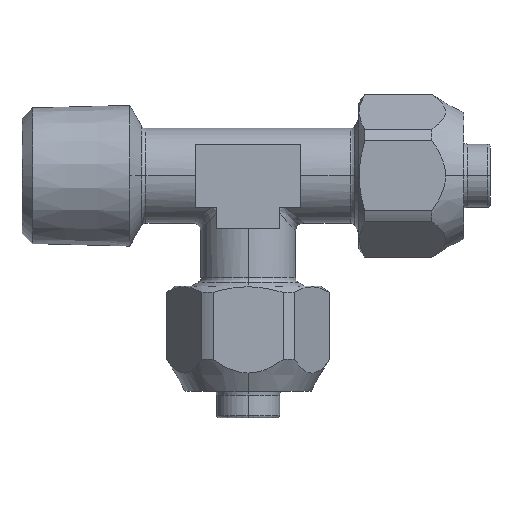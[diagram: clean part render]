
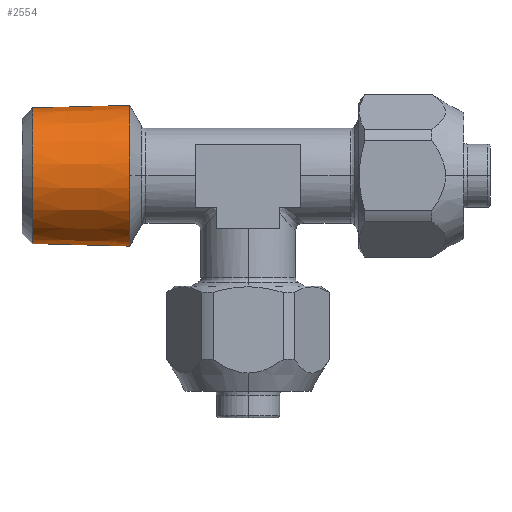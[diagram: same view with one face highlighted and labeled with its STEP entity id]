
A CAD part, top view. The second image highlights one B-rep face of the part: STEP entity #2554.
In plain terms, the highlighted conical face has half-angle 1.47 degrees and reference radius 6.707 mm.
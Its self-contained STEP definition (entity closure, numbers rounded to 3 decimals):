
#56 = ORIENTED_EDGE ( 'NONE', *, *, #2628, .F. ) ;
#57 = ORIENTED_EDGE ( 'NONE', *, *, #2681, .F. ) ;
#146 = VERTEX_POINT ( 'NONE', #2285 ) ;
#147 = VERTEX_POINT ( 'NONE', #2245 ) ;
#148 = VERTEX_POINT ( 'NONE', #2306 ) ;
#149 = VERTEX_POINT ( 'NONE', #2309 ) ;
#150 = VERTEX_POINT ( 'NONE', #2337 ) ;
#309 = EDGE_LOOP ( 'NONE', ( #56, #418, #57, #419, #2785 ) ) ;
#418 = ORIENTED_EDGE ( 'NONE', *, *, #2429, .T. ) ;
#419 = ORIENTED_EDGE ( 'NONE', *, *, #2624, .F. ) ;
#491 = LINE ( 'NONE', #762, #2954 ) ;
#575 = FACE_OUTER_BOUND ( 'NONE', #309, .T. ) ;
#762 = CARTESIAN_POINT ( 'NONE',  ( -10.5, -6.707, 0. ) ) ;
#763 = DIRECTION ( 'NONE',  ( 1., -0.026, 0. ) ) ;
#1261 = CARTESIAN_POINT ( 'NONE',  ( -10.5, 0., 0. ) ) ;
#1262 = DIRECTION ( 'NONE',  ( 1., 0., 0. ) ) ;
#1263 = DIRECTION ( 'NONE',  ( 0., 1., 0. ) ) ;
#1497 = LINE ( 'NONE', #1773, #3087 ) ;
#1770 = CARTESIAN_POINT ( 'NONE',  ( -11.263, 0., 0. ) ) ;
#1771 = DIRECTION ( 'NONE',  ( 1., 0., 0. ) ) ;
#1772 = DIRECTION ( 'NONE',  ( 0., 1., 0. ) ) ;
#1773 = CARTESIAN_POINT ( 'NONE',  ( -10.5, 6.707, 0. ) ) ;
#1774 = DIRECTION ( 'NONE',  ( 1., 0.026, 0. ) ) ;
#1780 = CARTESIAN_POINT ( 'NONE',  ( -20.5, 0., 0. ) ) ;
#1781 = DIRECTION ( 'NONE',  ( -1., 0., 0. ) ) ;
#1782 = DIRECTION ( 'NONE',  ( 0., -1., 0. ) ) ;
#1913 = CARTESIAN_POINT ( 'NONE',  ( -11.263, 0., 0. ) ) ;
#1914 = DIRECTION ( 'NONE',  ( 1., 0., 0. ) ) ;
#1915 = DIRECTION ( 'NONE',  ( 0., 1., 0. ) ) ;
#2245 = CARTESIAN_POINT ( 'NONE',  ( -20.5, 6.45, 0. ) ) ;
#2285 = CARTESIAN_POINT ( 'NONE',  ( -20.5, -6.45, 0. ) ) ;
#2306 = CARTESIAN_POINT ( 'NONE',  ( -11.263, -6.687, 0. ) ) ;
#2309 = CARTESIAN_POINT ( 'NONE',  ( -11.263, 0., 6.687 ) ) ;
#2337 = CARTESIAN_POINT ( 'NONE',  ( -11.263, 6.687, 0. ) ) ;
#2429 = EDGE_CURVE ( 'NONE', #146, #148, #491, .T. ) ;
#2554 = ADVANCED_FACE ( 'NONE', ( #575 ), #3216, .T. ) ;
#2624 = EDGE_CURVE ( 'NONE', #150, #149, #3092, .T. ) ;
#2625 = EDGE_CURVE ( 'NONE', #147, #150, #1497, .T. ) ;
#2628 = EDGE_CURVE ( 'NONE', #146, #147, #3082, .T. ) ;
#2681 = EDGE_CURVE ( 'NONE', #149, #148, #3018, .T. ) ;
#2785 = ORIENTED_EDGE ( 'NONE', *, *, #2625, .F. ) ;
#2954 = VECTOR ( 'NONE', #763, 1000. ) ;
#3017 = AXIS2_PLACEMENT_3D ( 'NONE', #1913, #1914, #1915 ) ;
#3018 = CIRCLE ( 'NONE', #3017, 6.687 ) ;
#3080 = AXIS2_PLACEMENT_3D ( 'NONE', #1780, #1781, #1782 ) ;
#3082 = CIRCLE ( 'NONE', #3080, 6.45 ) ;
#3087 = VECTOR ( 'NONE', #1774, 1000. ) ;
#3089 = AXIS2_PLACEMENT_3D ( 'NONE', #1770, #1771, #1772 ) ;
#3092 = CIRCLE ( 'NONE', #3089, 6.687 ) ;
#3210 = AXIS2_PLACEMENT_3D ( 'NONE', #1261, #1262, #1263 ) ;
#3216 = CONICAL_SURFACE ( 'NONE', #3210, 6.707, 0.026 ) ;
